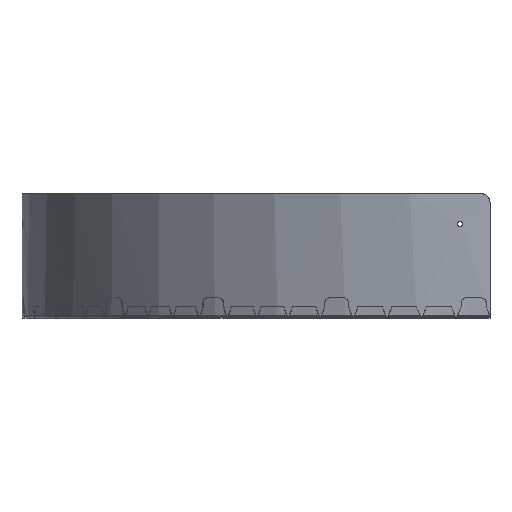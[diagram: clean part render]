
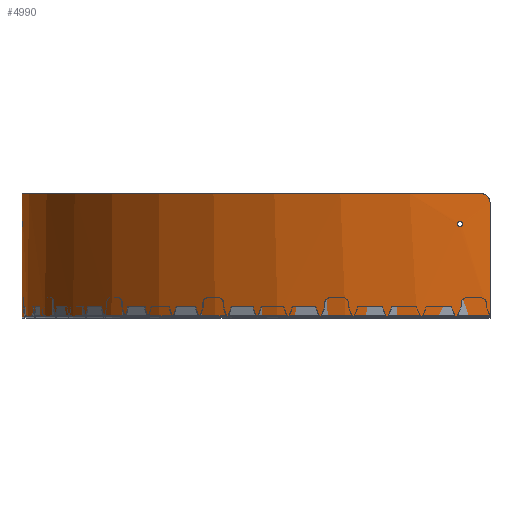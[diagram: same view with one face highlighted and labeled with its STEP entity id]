
A CAD part, left-side view. The second image highlights one B-rep face of the part: STEP entity #4990.
In plain terms, the highlighted cylindrical face has radius 262.613 mm (diameter 525.227 mm), a partial arc.
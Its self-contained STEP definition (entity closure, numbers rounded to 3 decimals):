
#19=FACE_BOUND('',#851,.T.);
#20=FACE_BOUND('',#852,.T.);
#24=B_SPLINE_CURVE_WITH_KNOTS('',3,(#8332,#8333,#8334,#8335,#8336,#8337),
 .UNSPECIFIED.,.F.,.F.,(4,1,1,4),(-0.785,-0.112,
0.337,0.785),.UNSPECIFIED.);
#25=B_SPLINE_CURVE_WITH_KNOTS('',3,(#8349,#8350,#8351,#8352,#8353,#8354),
 .UNSPECIFIED.,.F.,.F.,(4,1,1,4),(-0.785,-0.112,
0.337,0.785),.UNSPECIFIED.);
#26=B_SPLINE_CURVE_WITH_KNOTS('',3,(#8356,#8357,#8358,#8359,#8360,#8361,
#8362,#8363,#8364,#8365,#8366,#8367,#8368,#8369,#8370,#8371,#8372,#8373,
#8374,#8375,#8376,#8377),.UNSPECIFIED.,.T.,.F.,(4,3,3,3,3,3,3,4),(-3.142,
-2.244,-1.346,-0.449,0.449,
1.346,2.244,3.142),.UNSPECIFIED.);
#27=B_SPLINE_CURVE_WITH_KNOTS('',3,(#8379,#8380,#8381,#8382,#8383,#8384,
#8385,#8386,#8387,#8388,#8389,#8390,#8391,#8392,#8393,#8394,#8395,#8396,
#8397,#8398,#8399,#8400),.UNSPECIFIED.,.T.,.F.,(4,3,3,3,3,3,3,4),(-3.142,
-2.244,-1.346,-0.449,0.449,
1.346,2.244,3.142),.UNSPECIFIED.);
#552=FACE_OUTER_BOUND('',#850,.T.);
#850=EDGE_LOOP('',(#4585,#4586,#4587,#4588,#4589,#4590));
#851=EDGE_LOOP('',(#4591));
#852=EDGE_LOOP('',(#4592));
#1390=LINE('',#8346,#1924);
#1391=LINE('',#8348,#1925);
#1924=VECTOR('',#6899,64.);
#1925=VECTOR('',#6900,64.);
#2088=CIRCLE('',#5447,262.613);
#2089=CIRCLE('',#5451,262.613);
#2486=VERTEX_POINT('',#8267);
#2490=VERTEX_POINT('',#8287);
#2493=VERTEX_POINT('',#8329);
#2494=VERTEX_POINT('',#8331);
#2495=VERTEX_POINT('',#8340);
#2497=VERTEX_POINT('',#8347);
#2498=VERTEX_POINT('',#8355);
#2499=VERTEX_POINT('',#8378);
#3187=EDGE_CURVE('',#2486,#2490,#2088,.T.);
#3191=EDGE_CURVE('',#2493,#2494,#24,.T.);
#3193=EDGE_CURVE('',#2495,#2494,#2089,.T.);
#3196=EDGE_CURVE('',#2493,#2490,#1390,.T.);
#3197=EDGE_CURVE('',#2497,#2486,#1391,.T.);
#3198=EDGE_CURVE('',#2495,#2497,#25,.T.);
#3199=EDGE_CURVE('',#2498,#2498,#26,.T.);
#3200=EDGE_CURVE('',#2499,#2499,#27,.T.);
#4585=ORIENTED_EDGE('',*,*,#3191,.F.);
#4586=ORIENTED_EDGE('',*,*,#3196,.T.);
#4587=ORIENTED_EDGE('',*,*,#3187,.F.);
#4588=ORIENTED_EDGE('',*,*,#3197,.F.);
#4589=ORIENTED_EDGE('',*,*,#3198,.F.);
#4590=ORIENTED_EDGE('',*,*,#3193,.T.);
#4591=ORIENTED_EDGE('',*,*,#3199,.T.);
#4592=ORIENTED_EDGE('',*,*,#3200,.T.);
#4697=CYLINDRICAL_SURFACE('',#5453,262.613);
#4990=ADVANCED_FACE('',(#552,#19,#20),#4697,.T.);
#5447=AXIS2_PLACEMENT_3D('',#8289,#6881,#6882);
#5451=AXIS2_PLACEMENT_3D('',#8341,#6892,#6893);
#5453=AXIS2_PLACEMENT_3D('',#8345,#6897,#6898);
#6881=DIRECTION('center_axis',(0.,0.,1.));
#6882=DIRECTION('ref_axis',(0.,1.,0.));
#6892=DIRECTION('center_axis',(0.,0.,1.));
#6893=DIRECTION('ref_axis',(-0.019,1.,0.));
#6897=DIRECTION('center_axis',(0.,0.,1.));
#6898=DIRECTION('ref_axis',(-1.,0.,0.));
#6899=DIRECTION('',(0.,0.,1.));
#6900=DIRECTION('',(0.,0.,1.));
#8267=CARTESIAN_POINT('',(0.,262.613,69.));
#8287=CARTESIAN_POINT('',(-262.613,0.,69.));
#8289=CARTESIAN_POINT('Origin',(0.,0.,69.));
#8329=CARTESIAN_POINT('',(-262.613,0.,5.));
#8331=CARTESIAN_POINT('',(-262.566,5.005,0.));
#8332=CARTESIAN_POINT('Ctrl Pts',(-262.613,0.,5.));
#8333=CARTESIAN_POINT('Ctrl Pts',(-262.613,0.,3.878));
#8334=CARTESIAN_POINT('Ctrl Pts',(-262.615,0.657,2.015));
#8335=CARTESIAN_POINT('Ctrl Pts',(-262.602,2.762,0.342));
#8336=CARTESIAN_POINT('Ctrl Pts',(-262.58,4.256,0.));
#8337=CARTESIAN_POINT('Ctrl Pts',(-262.566,5.005,0.));
#8340=CARTESIAN_POINT('',(-5.005,262.566,0.));
#8341=CARTESIAN_POINT('Origin',(0.,0.,0.));
#8345=CARTESIAN_POINT('Origin',(0.,0.,69.));
#8346=CARTESIAN_POINT('',(-262.613,0.,0.));
#8347=CARTESIAN_POINT('',(0.,262.613,5.));
#8348=CARTESIAN_POINT('',(0.,262.613,0.));
#8349=CARTESIAN_POINT('Ctrl Pts',(-5.005,262.566,0.));
#8350=CARTESIAN_POINT('Ctrl Pts',(-3.882,262.587,0.));
#8351=CARTESIAN_POINT('Ctrl Pts',(-2.017,262.609,0.656));
#8352=CARTESIAN_POINT('Ctrl Pts',(-0.343,262.614,2.759));
#8353=CARTESIAN_POINT('Ctrl Pts',(0.,262.613,4.252));
#8354=CARTESIAN_POINT('Ctrl Pts',(0.,262.613,5.));
#8355=CARTESIAN_POINT('',(-18.305,261.975,17.));
#8356=CARTESIAN_POINT('Ctrl Pts',(-18.306,261.975,17.));
#8357=CARTESIAN_POINT('Ctrl Pts',(-18.306,261.975,16.583));
#8358=CARTESIAN_POINT('Ctrl Pts',(-18.105,261.989,16.165));
#8359=CARTESIAN_POINT('Ctrl Pts',(-17.779,262.011,15.904));
#8360=CARTESIAN_POINT('Ctrl Pts',(-17.453,262.033,15.644));
#8361=CARTESIAN_POINT('Ctrl Pts',(-17.001,262.063,15.539));
#8362=CARTESIAN_POINT('Ctrl Pts',(-16.595,262.089,15.632));
#8363=CARTESIAN_POINT('Ctrl Pts',(-16.188,262.114,15.725));
#8364=CARTESIAN_POINT('Ctrl Pts',(-15.827,262.136,16.015));
#8365=CARTESIAN_POINT('Ctrl Pts',(-15.646,262.147,16.392));
#8366=CARTESIAN_POINT('Ctrl Pts',(-15.464,262.158,16.769));
#8367=CARTESIAN_POINT('Ctrl Pts',(-15.463,262.158,17.233));
#8368=CARTESIAN_POINT('Ctrl Pts',(-15.644,262.147,17.608));
#8369=CARTESIAN_POINT('Ctrl Pts',(-15.825,262.136,17.984));
#8370=CARTESIAN_POINT('Ctrl Pts',(-16.188,262.114,18.272));
#8371=CARTESIAN_POINT('Ctrl Pts',(-16.595,262.089,18.365));
#8372=CARTESIAN_POINT('Ctrl Pts',(-17.002,262.063,18.459));
#8373=CARTESIAN_POINT('Ctrl Pts',(-17.453,262.033,18.357));
#8374=CARTESIAN_POINT('Ctrl Pts',(-17.779,262.011,18.097));
#8375=CARTESIAN_POINT('Ctrl Pts',(-18.105,261.989,17.837));
#8376=CARTESIAN_POINT('Ctrl Pts',(-18.306,261.975,17.418));
#8377=CARTESIAN_POINT('Ctrl Pts',(-18.306,261.975,17.));
#8378=CARTESIAN_POINT('',(-262.155,15.508,17.));
#8379=CARTESIAN_POINT('Ctrl Pts',(-262.155,15.507,17.));
#8380=CARTESIAN_POINT('Ctrl Pts',(-262.155,15.507,16.583));
#8381=CARTESIAN_POINT('Ctrl Pts',(-262.143,15.708,16.165));
#8382=CARTESIAN_POINT('Ctrl Pts',(-262.123,16.034,15.904));
#8383=CARTESIAN_POINT('Ctrl Pts',(-262.103,16.36,15.644));
#8384=CARTESIAN_POINT('Ctrl Pts',(-262.075,16.812,15.539));
#8385=CARTESIAN_POINT('Ctrl Pts',(-262.048,17.218,15.632));
#8386=CARTESIAN_POINT('Ctrl Pts',(-262.022,17.624,15.725));
#8387=CARTESIAN_POINT('Ctrl Pts',(-261.997,17.985,16.015));
#8388=CARTESIAN_POINT('Ctrl Pts',(-261.984,18.167,16.392));
#8389=CARTESIAN_POINT('Ctrl Pts',(-261.972,18.348,16.769));
#8390=CARTESIAN_POINT('Ctrl Pts',(-261.972,18.349,17.233));
#8391=CARTESIAN_POINT('Ctrl Pts',(-261.984,18.169,17.608));
#8392=CARTESIAN_POINT('Ctrl Pts',(-261.997,17.988,17.984));
#8393=CARTESIAN_POINT('Ctrl Pts',(-262.022,17.625,18.272));
#8394=CARTESIAN_POINT('Ctrl Pts',(-262.048,17.218,18.365));
#8395=CARTESIAN_POINT('Ctrl Pts',(-262.075,16.811,18.459));
#8396=CARTESIAN_POINT('Ctrl Pts',(-262.103,16.36,18.357));
#8397=CARTESIAN_POINT('Ctrl Pts',(-262.123,16.033,18.097));
#8398=CARTESIAN_POINT('Ctrl Pts',(-262.144,15.707,17.837));
#8399=CARTESIAN_POINT('Ctrl Pts',(-262.155,15.506,17.418));
#8400=CARTESIAN_POINT('Ctrl Pts',(-262.155,15.507,17.));
